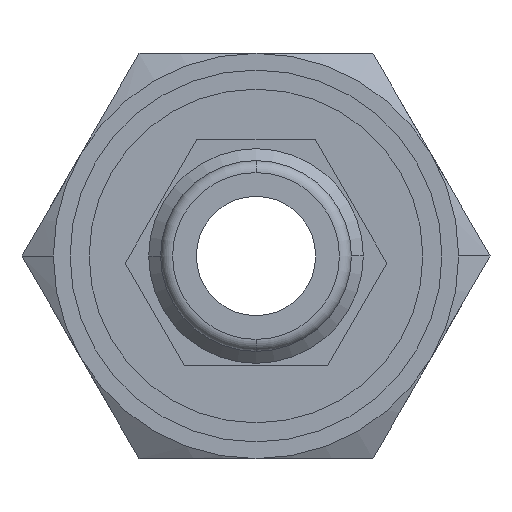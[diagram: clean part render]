
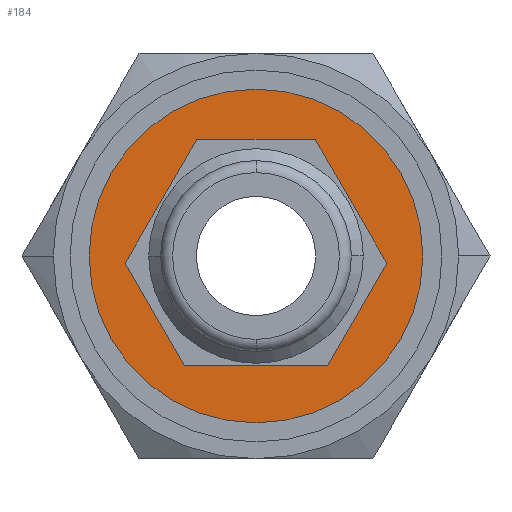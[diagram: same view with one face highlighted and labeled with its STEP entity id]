
A CAD part, front view. The second image highlights one B-rep face of the part: STEP entity #184.
In plain terms, the highlighted planar face has unit normal (0, -1, 0).
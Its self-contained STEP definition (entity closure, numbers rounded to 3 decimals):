
#184=ADVANCED_FACE('',(#383,#384),#385,.T.);
#383=FACE_OUTER_BOUND('',#590,.T.);
#384=FACE_BOUND('',#591,.T.);
#385=PLANE('',#592);
#590=EDGE_LOOP('',(#1046,#1047));
#591=EDGE_LOOP('',(#1048,#1049));
#592=AXIS2_PLACEMENT_3D('',#1050,#1051,#1052);
#1046=ORIENTED_EDGE('',*,*,#1278,.T.);
#1047=ORIENTED_EDGE('',*,*,#1328,.T.);
#1048=ORIENTED_EDGE('',*,*,#1356,.F.);
#1049=ORIENTED_EDGE('',*,*,#1284,.F.);
#1050=CARTESIAN_POINT('',(0.0,23.5,0.0));
#1051=DIRECTION('',(0.0,-1.0,0.0));
#1052=DIRECTION('',(-1.0,0.0,0.0));
#1278=EDGE_CURVE('',#1540,#1545,#1547,.T.);
#1284=EDGE_CURVE('',#1554,#1556,#1557,.T.);
#1328=EDGE_CURVE('',#1545,#1540,#1612,.T.);
#1356=EDGE_CURVE('',#1556,#1554,#1642,.T.);
#1540=VERTEX_POINT('',#2006);
#1545=VERTEX_POINT('',#2012);
#1547=CIRCLE('',#2015,7.0);
#1554=VERTEX_POINT('',#2034);
#1556=VERTEX_POINT('',#2037);
#1557=CIRCLE('',#2038,4.5);
#1612=CIRCLE('',#2164,7.0);
#1642=CIRCLE('',#2233,4.5);
#2006=CARTESIAN_POINT('',(7.0,23.5,0.0));
#2012=CARTESIAN_POINT('',(-7.0,23.5,0.));
#2015=AXIS2_PLACEMENT_3D('',#2418,#2419,#2420);
#2034=CARTESIAN_POINT('',(4.5,23.5,0.));
#2037=CARTESIAN_POINT('',(-4.5,23.5,0.));
#2038=AXIS2_PLACEMENT_3D('',#2423,#2424,#2425);
#2164=AXIS2_PLACEMENT_3D('',#2466,#2467,#2468);
#2233=AXIS2_PLACEMENT_3D('',#2493,#2494,#2495);
#2418=CARTESIAN_POINT('',(0.0,23.5,0.0));
#2419=DIRECTION('',(0.0,-1.0,0.0));
#2420=DIRECTION('',(1.0,0.0,0.0));
#2423=CARTESIAN_POINT('',(0.0,23.5,0.0));
#2424=DIRECTION('',(0.0,-1.0,0.0));
#2425=DIRECTION('',(1.0,0.0,0.0));
#2466=CARTESIAN_POINT('',(0.0,23.5,0.0));
#2467=DIRECTION('',(0.0,-1.0,0.0));
#2468=DIRECTION('',(1.0,0.0,0.0));
#2493=CARTESIAN_POINT('',(0.0,23.5,0.0));
#2494=DIRECTION('',(0.0,-1.0,0.0));
#2495=DIRECTION('',(1.0,0.0,0.0));
